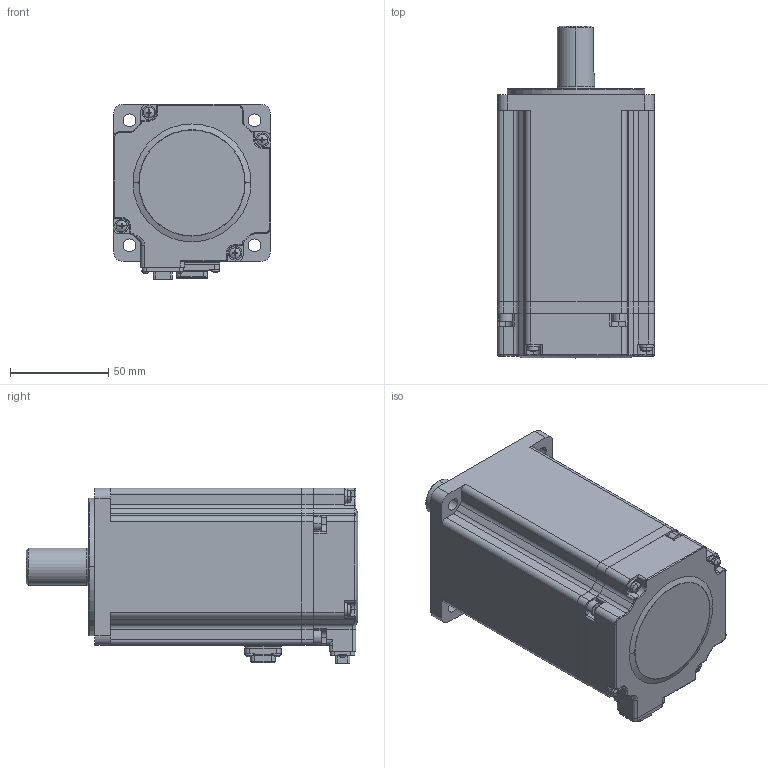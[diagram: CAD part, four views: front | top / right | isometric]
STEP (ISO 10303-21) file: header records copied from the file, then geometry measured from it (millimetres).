
FILE_DESCRIPTION (( 'STEP AP203' ), '1' );
FILE_NAME ('MS6H-80-B3-03230-蚾饜芞.STEP', '2021-11-15T00:31:40', ( '' ), ( '' ), 'SwSTEP 2.0', 'SolidWorks 2016', '' );
FILE_SCHEMA (( 'CONFIG_CONTROL_DESIGN' ));
Length unit declared in the file: millimetre
Products named in the file (1): MS6H-80-B3-03230-蚾饜芞
Bounding box: 80 x 169 x 89.3 mm (x, y, z)
Surface area: 62641.1 mm2 (no closed solid volume)
Topology: 0 solids, 35 shells, 803 faces, 2613 edges, 1798 vertices
Faces by surface type: plane 359, cylinder 296, torus 67, sphere 44, cone 27, bspline 10
Entity records: 29250 total; most frequent: CARTESIAN_POINT 6130, DIRECTION 5164, ORIENTED_EDGE 4204, EDGE_CURVE 2588, AXIS2_PLACEMENT_3D 1832, VERTEX_POINT 1786, LINE 1500, VECTOR 1500
